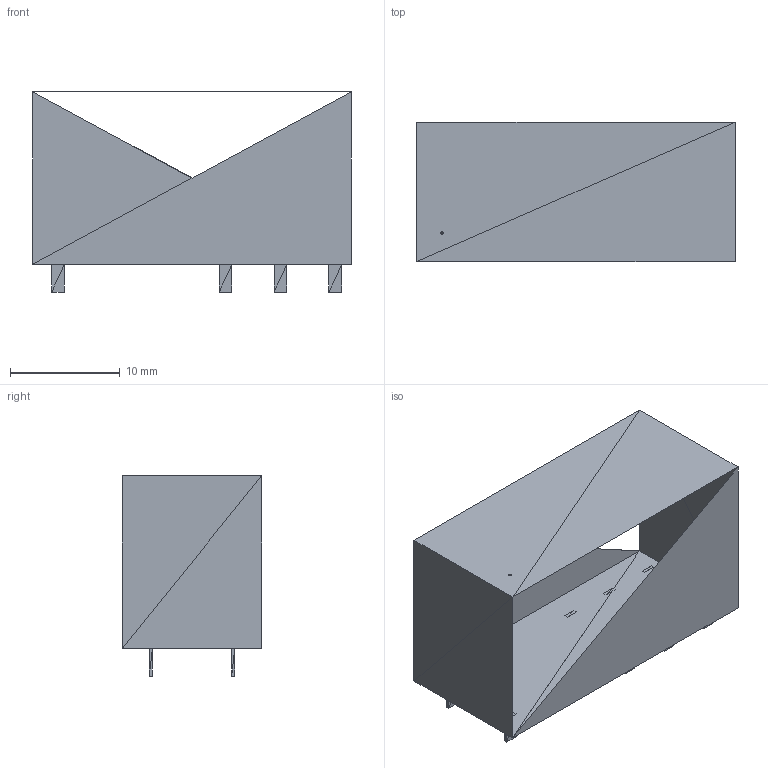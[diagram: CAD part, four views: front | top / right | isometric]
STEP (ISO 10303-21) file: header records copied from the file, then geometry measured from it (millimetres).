
FILE_DESCRIPTION(('FreeCAD Model'),'2;1');
FILE_NAME('part235_sp.step','2017-12-27T11:54:32',('kicad StepUp'),( 'ksu MCAD'),'Open CASCADE STEP processor 6.8','FreeCAD','Unknown');
FILE_SCHEMA(('AUTOMOTIVE_DESIGN_CC2 { 1 2 10303 214 -1 1 5 4 }'));
Length unit declared in the file: millimetre
Products named in the file (1): part235_sp
Bounding box: 29.01 x 12.7 x 18.24 mm (x, y, z)
Surface area: 1197.8 mm2 (no closed solid volume)
Topology: 0 solids, 5 shells, 348 faces, 520 edges, 174 vertices
Faces by surface type: plane 348
Entity records: 9028 total; most frequent: DIRECTION 1186, ORIENTED_EDGE 1047, CARTESIAN_POINT 1019, EDGE_CURVE 504, LINE 504, VECTOR 504, FACE_BOUND 349, EDGE_LOOP 349
